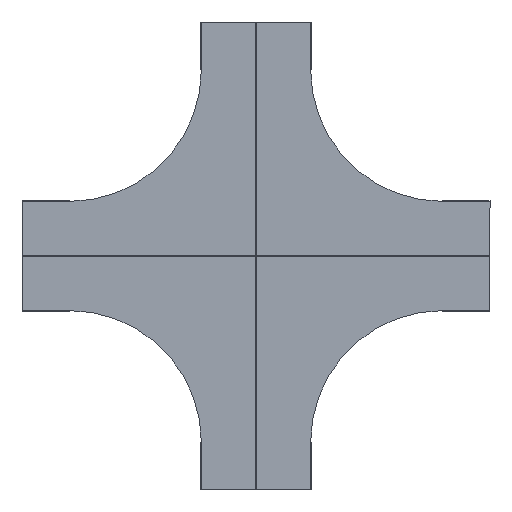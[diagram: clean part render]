
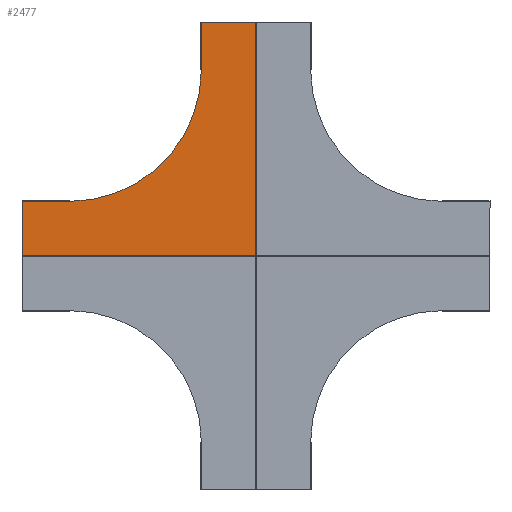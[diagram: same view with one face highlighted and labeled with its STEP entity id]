
A CAD part, front view. The second image highlights one B-rep face of the part: STEP entity #2477.
In plain terms, the highlighted planar face has unit normal (0, -1, 0).
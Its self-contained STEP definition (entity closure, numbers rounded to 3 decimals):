
#7 = VECTOR ( 'NONE', #2591, 1000. ) ;
#29 = EDGE_CURVE ( 'NONE', #1425, #1478, #1810, .T. ) ;
#44 = LINE ( 'NONE', #248, #1187 ) ;
#46 = ORIENTED_EDGE ( 'NONE', *, *, #2209, .T. ) ;
#49 = CARTESIAN_POINT ( 'NONE',  ( -850., -1.2, 3.2 ) ) ;
#97 = CARTESIAN_POINT ( 'NONE',  ( -250., -1.2, 1067. ) ) ;
#158 = VERTEX_POINT ( 'NONE', #2456 ) ;
#179 = CARTESIAN_POINT ( 'NONE',  ( -850., -1.2, 249. ) ) ;
#184 = DIRECTION ( 'NONE',  ( -1., 0., 0. ) ) ;
#191 = LINE ( 'NONE', #2649, #596 ) ;
#204 = EDGE_CURVE ( 'NONE', #1478, #2156, #1504, .T. ) ;
#244 = ORIENTED_EDGE ( 'NONE', *, *, #249, .F. ) ;
#248 = CARTESIAN_POINT ( 'NONE',  ( -1067., -1.2, 850. ) ) ;
#249 = EDGE_CURVE ( 'NONE', #2240, #2224, #1630, .T. ) ;
#255 = VERTEX_POINT ( 'NONE', #1026 ) ;
#336 = CARTESIAN_POINT ( 'NONE',  ( -1.2, -1.2, 1067. ) ) ;
#344 = ORIENTED_EDGE ( 'NONE', *, *, #2712, .T. ) ;
#357 = VERTEX_POINT ( 'NONE', #830 ) ;
#359 = VECTOR ( 'NONE', #184, 1000. ) ;
#375 = EDGE_CURVE ( 'NONE', #2224, #2708, #2697, .T. ) ;
#396 = ORIENTED_EDGE ( 'NONE', *, *, #1340, .F. ) ;
#401 = VECTOR ( 'NONE', #2179, 1000. ) ;
#410 = CARTESIAN_POINT ( 'NONE',  ( -250., -1.2, 850. ) ) ;
#431 = EDGE_CURVE ( 'NONE', #1035, #255, #44, .T. ) ;
#454 = CARTESIAN_POINT ( 'NONE',  ( -3.2, -1.2, 1.2 ) ) ;
#464 = CARTESIAN_POINT ( 'NONE',  ( -1.2, -1.2, 3.2 ) ) ;
#475 = DIRECTION ( 'NONE',  ( 0., 0., 1. ) ) ;
#555 = EDGE_CURVE ( 'NONE', #2012, #2360, #707, .T. ) ;
#587 = AXIS2_PLACEMENT_3D ( 'NONE', #1308, #1089, #646 ) ;
#596 = VECTOR ( 'NONE', #1371, 1000. ) ;
#631 = LINE ( 'NONE', #1508, #7 ) ;
#646 = DIRECTION ( 'NONE',  ( 0., 0., 1. ) ) ;
#652 = VERTEX_POINT ( 'NONE', #1992 ) ;
#654 = ORIENTED_EDGE ( 'NONE', *, *, #971, .F. ) ;
#676 = CIRCLE ( 'NONE', #587, 601. ) ;
#687 = ORIENTED_EDGE ( 'NONE', *, *, #1009, .F. ) ;
#696 = VERTEX_POINT ( 'NONE', #336 ) ;
#707 = LINE ( 'NONE', #2633, #1527 ) ;
#737 = ORIENTED_EDGE ( 'NONE', *, *, #204, .T. ) ;
#830 = CARTESIAN_POINT ( 'NONE',  ( -850., -1.2, 249. ) ) ;
#862 = ORIENTED_EDGE ( 'NONE', *, *, #375, .F. ) ;
#895 = CARTESIAN_POINT ( 'NONE',  ( -2.2, -1.2, 1067. ) ) ;
#939 = CARTESIAN_POINT ( 'NONE',  ( -3.2, -1.2, 3.2 ) ) ;
#943 = DIRECTION ( 'NONE',  ( 0., 0., 1. ) ) ;
#948 = ORIENTED_EDGE ( 'NONE', *, *, #2462, .T. ) ;
#971 = EDGE_CURVE ( 'NONE', #255, #1136, #2000, .T. ) ;
#1009 = EDGE_CURVE ( 'NONE', #1715, #1035, #1732, .T. ) ;
#1014 = DIRECTION ( 'NONE',  ( 0., 0., -1. ) ) ;
#1026 = CARTESIAN_POINT ( 'NONE',  ( -1067., -1.2, 250. ) ) ;
#1031 = ORIENTED_EDGE ( 'NONE', *, *, #431, .F. ) ;
#1035 = VERTEX_POINT ( 'NONE', #1898 ) ;
#1089 = DIRECTION ( 'NONE',  ( 0., -1., 0. ) ) ;
#1104 = VERTEX_POINT ( 'NONE', #895 ) ;
#1118 = DIRECTION ( 'NONE',  ( -1., 0., 0. ) ) ;
#1120 = VECTOR ( 'NONE', #2575, 1000. ) ;
#1136 = VERTEX_POINT ( 'NONE', #1347 ) ;
#1152 = VECTOR ( 'NONE', #2593, 1000. ) ;
#1169 = EDGE_CURVE ( 'NONE', #357, #1136, #1759, .T. ) ;
#1187 = VECTOR ( 'NONE', #1538, 1000. ) ;
#1197 = DIRECTION ( 'NONE',  ( 1., 0., 0. ) ) ;
#1235 = CARTESIAN_POINT ( 'NONE',  ( -3.2, -1.2, 850. ) ) ;
#1283 = FACE_OUTER_BOUND ( 'NONE', #1366, .T. ) ;
#1304 = CARTESIAN_POINT ( 'NONE',  ( -1067., -1.2, 2.2 ) ) ;
#1308 = CARTESIAN_POINT ( 'NONE',  ( -850., -1.2, 850. ) ) ;
#1340 = EDGE_CURVE ( 'NONE', #357, #652, #676, .T. ) ;
#1347 = CARTESIAN_POINT ( 'NONE',  ( -850., -1.2, 250. ) ) ;
#1366 = EDGE_LOOP ( 'NONE', ( #948, #1837, #737, #46, #2772, #2382, #2721, #2600, #1967, #396, #2345, #654, #1031, #687, #344, #862, #244 ) ) ;
#1371 = DIRECTION ( 'NONE',  ( 0., 0., 1. ) ) ;
#1425 = VERTEX_POINT ( 'NONE', #939 ) ;
#1478 = VERTEX_POINT ( 'NONE', #2337 ) ;
#1491 = LINE ( 'NONE', #2586, #2271 ) ;
#1504 = LINE ( 'NONE', #2531, #1558 ) ;
#1508 = CARTESIAN_POINT ( 'NONE',  ( 0., -1.2, 1067. ) ) ;
#1524 = LINE ( 'NONE', #2573, #359 ) ;
#1527 = VECTOR ( 'NONE', #475, 1000. ) ;
#1538 = DIRECTION ( 'NONE',  ( 0., 0., 1. ) ) ;
#1558 = VECTOR ( 'NONE', #2498, 1000. ) ;
#1581 = VECTOR ( 'NONE', #1197, 1000. ) ;
#1630 = LINE ( 'NONE', #1235, #2151 ) ;
#1715 = VERTEX_POINT ( 'NONE', #1304 ) ;
#1716 = EDGE_CURVE ( 'NONE', #158, #2360, #1524, .T. ) ;
#1719 = LINE ( 'NONE', #2398, #2236 ) ;
#1732 = LINE ( 'NONE', #2766, #1152 ) ;
#1757 = LINE ( 'NONE', #2469, #1581 ) ;
#1759 = LINE ( 'NONE', #179, #2279 ) ;
#1810 = LINE ( 'NONE', #49, #401 ) ;
#1837 = ORIENTED_EDGE ( 'NONE', *, *, #29, .T. ) ;
#1853 = CARTESIAN_POINT ( 'NONE',  ( -1067., -1.2, 1.2 ) ) ;
#1873 = EDGE_CURVE ( 'NONE', #1104, #696, #1757, .T. ) ;
#1898 = CARTESIAN_POINT ( 'NONE',  ( -1067., -1.2, 249. ) ) ;
#1960 = DIRECTION ( 'NONE',  ( 0., 0., 1. ) ) ;
#1967 = ORIENTED_EDGE ( 'NONE', *, *, #2729, .F. ) ;
#1992 = CARTESIAN_POINT ( 'NONE',  ( -249., -1.2, 850. ) ) ;
#1997 = PLANE ( 'NONE',  #2622 ) ;
#2000 = LINE ( 'NONE', #2814, #2808 ) ;
#2009 = DIRECTION ( 'NONE',  ( 0., 1., 0. ) ) ;
#2012 = VERTEX_POINT ( 'NONE', #410 ) ;
#2033 = LINE ( 'NONE', #2374, #2201 ) ;
#2151 = VECTOR ( 'NONE', #1014, 1000. ) ;
#2156 = VERTEX_POINT ( 'NONE', #464 ) ;
#2179 = DIRECTION ( 'NONE',  ( 1., 0., 0. ) ) ;
#2201 = VECTOR ( 'NONE', #1960, 1000. ) ;
#2209 = EDGE_CURVE ( 'NONE', #2156, #696, #2033, .T. ) ;
#2224 = VERTEX_POINT ( 'NONE', #454 ) ;
#2236 = VECTOR ( 'NONE', #1118, 1000. ) ;
#2240 = VERTEX_POINT ( 'NONE', #2648 ) ;
#2271 = VECTOR ( 'NONE', #2757, 1000. ) ;
#2279 = VECTOR ( 'NONE', #2558, 1000. ) ;
#2337 = CARTESIAN_POINT ( 'NONE',  ( -2.2, -1.2, 3.2 ) ) ;
#2345 = ORIENTED_EDGE ( 'NONE', *, *, #1169, .T. ) ;
#2360 = VERTEX_POINT ( 'NONE', #97 ) ;
#2374 = CARTESIAN_POINT ( 'NONE',  ( -1.2, -1.2, 0. ) ) ;
#2382 = ORIENTED_EDGE ( 'NONE', *, *, #2627, .F. ) ;
#2398 = CARTESIAN_POINT ( 'NONE',  ( -850., -1.2, 850. ) ) ;
#2456 = CARTESIAN_POINT ( 'NONE',  ( -249., -1.2, 1067. ) ) ;
#2462 = EDGE_CURVE ( 'NONE', #2240, #1425, #191, .T. ) ;
#2469 = CARTESIAN_POINT ( 'NONE',  ( -850., -1.2, 1067. ) ) ;
#2477 = ADVANCED_FACE ( 'NONE', ( #1283 ), #1997, .F. ) ;
#2498 = DIRECTION ( 'NONE',  ( 1., 0., 0. ) ) ;
#2531 = CARTESIAN_POINT ( 'NONE',  ( 0., -1.2, 3.2 ) ) ;
#2558 = DIRECTION ( 'NONE',  ( 0., 0., 1. ) ) ;
#2567 = DIRECTION ( 'NONE',  ( 1., 0., 0. ) ) ;
#2568 = CARTESIAN_POINT ( 'NONE',  ( -850., -1.2, 1.2 ) ) ;
#2573 = CARTESIAN_POINT ( 'NONE',  ( -249., -1.2, 1067. ) ) ;
#2575 = DIRECTION ( 'NONE',  ( -1., 0., 0. ) ) ;
#2586 = CARTESIAN_POINT ( 'NONE',  ( -1067., -1.2, 2.2 ) ) ;
#2591 = DIRECTION ( 'NONE',  ( 1., 0., 0. ) ) ;
#2593 = DIRECTION ( 'NONE',  ( 0., 0., 1. ) ) ;
#2600 = ORIENTED_EDGE ( 'NONE', *, *, #555, .F. ) ;
#2622 = AXIS2_PLACEMENT_3D ( 'NONE', #2680, #2009, #943 ) ;
#2627 = EDGE_CURVE ( 'NONE', #158, #1104, #631, .T. ) ;
#2633 = CARTESIAN_POINT ( 'NONE',  ( -250., -1.2, 850. ) ) ;
#2648 = CARTESIAN_POINT ( 'NONE',  ( -3.2, -1.2, 2.2 ) ) ;
#2649 = CARTESIAN_POINT ( 'NONE',  ( -3.2, -1.2, 850. ) ) ;
#2680 = CARTESIAN_POINT ( 'NONE',  ( -850., -1.2, 850. ) ) ;
#2697 = LINE ( 'NONE', #2568, #1120 ) ;
#2708 = VERTEX_POINT ( 'NONE', #1853 ) ;
#2712 = EDGE_CURVE ( 'NONE', #1715, #2708, #1491, .T. ) ;
#2721 = ORIENTED_EDGE ( 'NONE', *, *, #1716, .T. ) ;
#2729 = EDGE_CURVE ( 'NONE', #652, #2012, #1719, .T. ) ;
#2757 = DIRECTION ( 'NONE',  ( 0., 0., -1. ) ) ;
#2766 = CARTESIAN_POINT ( 'NONE',  ( -1067., -1.2, 249. ) ) ;
#2772 = ORIENTED_EDGE ( 'NONE', *, *, #1873, .F. ) ;
#2808 = VECTOR ( 'NONE', #2567, 1000. ) ;
#2814 = CARTESIAN_POINT ( 'NONE',  ( -850., -1.2, 250. ) ) ;
